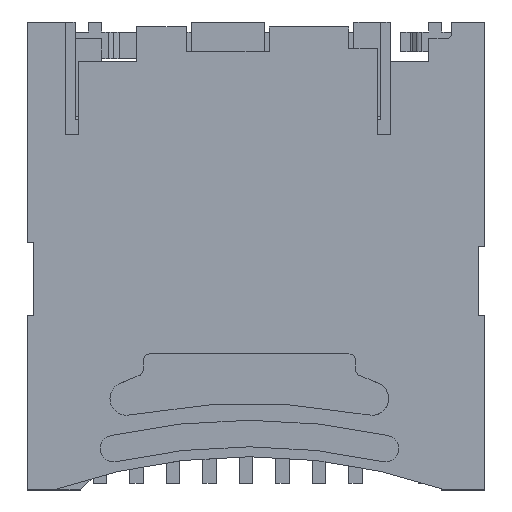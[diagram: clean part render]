
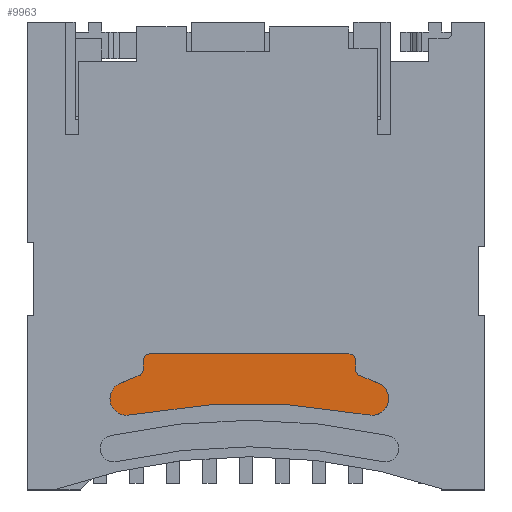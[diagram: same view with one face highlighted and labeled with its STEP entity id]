
A CAD part, top view. The second image highlights one B-rep face of the part: STEP entity #9963.
In plain terms, the highlighted planar face has unit normal (0, 0, 1).
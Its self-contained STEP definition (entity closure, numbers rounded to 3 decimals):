
#585=FACE_OUTER_BOUND('',#1088,.T.);
#1088=EDGE_LOOP('',(#7539,#7540,#7541,#7542,#7543,#7544,#7545,#7546,#7547,
#7548,#7549,#7550,#7551,#7552));
#1583=LINE('',#14086,#2810);
#1595=LINE('',#14109,#2822);
#1920=LINE('',#14894,#3147);
#1923=LINE('',#14900,#3150);
#1961=LINE('',#14999,#3188);
#2063=LINE('',#15250,#3290);
#2064=LINE('',#15252,#3291);
#2065=LINE('',#15254,#3292);
#2066=LINE('',#15256,#3293);
#2067=LINE('',#15258,#3294);
#2068=LINE('',#15260,#3295);
#2069=LINE('',#15261,#3296);
#2070=LINE('',#15262,#3297);
#2071=LINE('',#15263,#3298);
#2810=VECTOR('',#11349,1.);
#2822=VECTOR('',#11369,1.);
#3147=VECTOR('',#12078,1.);
#3150=VECTOR('',#12083,1.);
#3188=VECTOR('',#12161,1.);
#3290=VECTOR('',#12385,10.);
#3291=VECTOR('',#12386,1.);
#3292=VECTOR('',#12387,1.);
#3293=VECTOR('',#12388,1.);
#3294=VECTOR('',#12389,1.);
#3295=VECTOR('',#12390,1.);
#3296=VECTOR('',#12391,1.);
#3297=VECTOR('',#12392,1.);
#3298=VECTOR('',#12393,1.);
#4001=VERTEX_POINT('',#14080);
#4003=VERTEX_POINT('',#14084);
#4009=VERTEX_POINT('',#14106);
#4277=VERTEX_POINT('',#14892);
#4278=VERTEX_POINT('',#14893);
#4279=VERTEX_POINT('',#14898);
#4280=VERTEX_POINT('',#14899);
#4321=VERTEX_POINT('',#14998);
#4409=VERTEX_POINT('',#15249);
#4410=VERTEX_POINT('',#15251);
#4411=VERTEX_POINT('',#15253);
#4412=VERTEX_POINT('',#15255);
#4413=VERTEX_POINT('',#15257);
#4414=VERTEX_POINT('',#15259);
#5009=EDGE_CURVE('',#4001,#4003,#1583,.T.);
#5021=EDGE_CURVE('',#4003,#4009,#1595,.T.);
#5415=EDGE_CURVE('',#4277,#4278,#1920,.T.);
#5418=EDGE_CURVE('',#4279,#4280,#1923,.T.);
#5466=EDGE_CURVE('',#4321,#4001,#1961,.T.);
#5589=EDGE_CURVE('',#4409,#4009,#2063,.T.);
#5590=EDGE_CURVE('',#4410,#4409,#2064,.T.);
#5591=EDGE_CURVE('',#4411,#4410,#2065,.T.);
#5592=EDGE_CURVE('',#4411,#4412,#2066,.T.);
#5593=EDGE_CURVE('',#4412,#4413,#2067,.T.);
#5594=EDGE_CURVE('',#4413,#4414,#2068,.T.);
#5595=EDGE_CURVE('',#4414,#4277,#2069,.T.);
#5596=EDGE_CURVE('',#4278,#4279,#2070,.T.);
#5597=EDGE_CURVE('',#4280,#4321,#2071,.T.);
#7539=ORIENTED_EDGE('',*,*,#5589,.F.);
#7540=ORIENTED_EDGE('',*,*,#5590,.F.);
#7541=ORIENTED_EDGE('',*,*,#5591,.F.);
#7542=ORIENTED_EDGE('',*,*,#5592,.T.);
#7543=ORIENTED_EDGE('',*,*,#5593,.T.);
#7544=ORIENTED_EDGE('',*,*,#5594,.T.);
#7545=ORIENTED_EDGE('',*,*,#5595,.T.);
#7546=ORIENTED_EDGE('',*,*,#5415,.T.);
#7547=ORIENTED_EDGE('',*,*,#5596,.T.);
#7548=ORIENTED_EDGE('',*,*,#5418,.T.);
#7549=ORIENTED_EDGE('',*,*,#5597,.T.);
#7550=ORIENTED_EDGE('',*,*,#5466,.T.);
#7551=ORIENTED_EDGE('',*,*,#5009,.T.);
#7552=ORIENTED_EDGE('',*,*,#5021,.T.);
#9252=PLANE('',#10608);
#9963=ADVANCED_FACE('',(#585),#9252,.T.);
#10608=AXIS2_PLACEMENT_3D('',#15248,#12383,#12384);
#11349=DIRECTION('',(-1.,0.,0.));
#11369=DIRECTION('',(0.,-1.,0.));
#12078=DIRECTION('',(0.,1.,0.));
#12083=DIRECTION('',(0.,-1.,0.));
#12161=DIRECTION('',(0.,1.,0.));
#12383=DIRECTION('center_axis',(0.,0.,1.));
#12384=DIRECTION('ref_axis',(1.,0.,0.));
#12385=DIRECTION('',(1.,0.,0.));
#12386=DIRECTION('',(0.,1.,0.));
#12387=DIRECTION('',(1.,0.,0.));
#12388=DIRECTION('',(0.,-1.,0.));
#12389=DIRECTION('',(-0.707,-0.707,0.));
#12390=DIRECTION('',(0.,-1.,0.));
#12391=DIRECTION('',(1.,0.,0.));
#12392=DIRECTION('',(1.,0.,0.));
#12393=DIRECTION('',(1.,0.,0.));
#14080=CARTESIAN_POINT('',(4.2,-5.,0.53));
#14084=CARTESIAN_POINT('',(3.85,-5.,0.53));
#14086=CARTESIAN_POINT('',(-224.29,-5.,0.53));
#14106=CARTESIAN_POINT('',(3.85,-7.6,0.53));
#14109=CARTESIAN_POINT('',(3.85,-133.413,0.53));
#14892=CARTESIAN_POINT('',(-5.,-13.5,0.53));
#14893=CARTESIAN_POINT('',(-5.,-12.1,0.53));
#14894=CARTESIAN_POINT('',(-5.,-133.413,0.53));
#14898=CARTESIAN_POINT('',(3.7,-12.1,0.53));
#14899=CARTESIAN_POINT('',(3.7,-13.5,0.53));
#14900=CARTESIAN_POINT('',(3.7,-133.413,0.53));
#14998=CARTESIAN_POINT('',(4.2,-13.5,0.53));
#14999=CARTESIAN_POINT('',(4.2,-133.413,0.53));
#15248=CARTESIAN_POINT('Origin',(-6.069,-13.731,0.53));
#15249=CARTESIAN_POINT('',(-4.8,-7.6,0.53));
#15250=CARTESIAN_POINT('',(-2.934,-7.6,0.53));
#15251=CARTESIAN_POINT('',(-4.8,-10.35,0.53));
#15252=CARTESIAN_POINT('',(-4.8,-133.413,0.53));
#15253=CARTESIAN_POINT('',(-5.4,-10.35,0.53));
#15254=CARTESIAN_POINT('',(-224.29,-10.35,0.53));
#15255=CARTESIAN_POINT('',(-5.4,-11.3,0.53));
#15256=CARTESIAN_POINT('',(-5.4,-133.413,0.53));
#15257=CARTESIAN_POINT('',(-5.8,-11.7,0.53));
#15258=CARTESIAN_POINT('',(-127.513,-133.413,0.53));
#15259=CARTESIAN_POINT('',(-5.8,-13.5,0.53));
#15260=CARTESIAN_POINT('',(-5.8,-133.413,0.53));
#15261=CARTESIAN_POINT('',(-224.29,-13.5,0.53));
#15262=CARTESIAN_POINT('',(-224.29,-12.1,0.53));
#15263=CARTESIAN_POINT('',(-224.29,-13.5,0.53));
